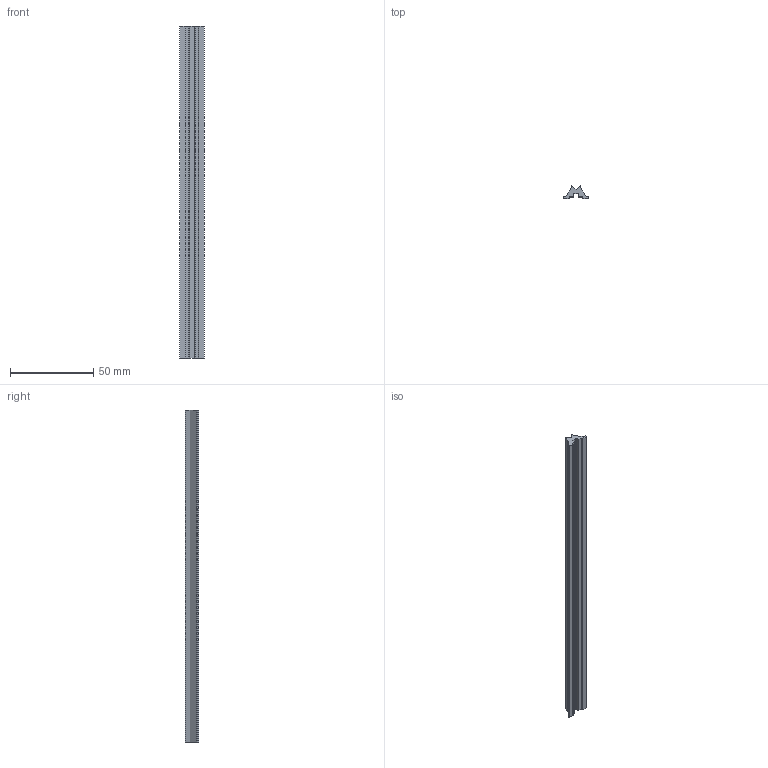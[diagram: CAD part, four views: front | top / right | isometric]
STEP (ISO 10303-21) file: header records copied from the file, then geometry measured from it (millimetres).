
FILE_DESCRIPTION((''),'2;1');
FILE_NAME('12752-70239-SIDEEMITTER-REV1','2014-05-13T',('casea'),('Pet Mate Ltd'),'PRO/ENGINEER BY PARAMETRIC TECHNOLOGY CORPORATION, 2012130','PRO/ENGINEER BY PARAMETRIC TECHNOLOGY CORPORATION, 2012130','');
FILE_SCHEMA(('CONFIG_CONTROL_DESIGN'));
Length unit declared in the file: millimetre
Products named in the file (1): 12752-70239-SIDEEMITTER-REV1
Bounding box: 14.99 x 8 x 200 mm (x, y, z)
Volume: 9826.5 mm3; surface area: 9614.6 mm2
Topology: 1 solids, 1 shells, 35 faces, 99 edges, 66 vertices
Faces by surface type: plane 21, cylinder 14
Entity records: 1179 total; most frequent: CARTESIAN_POINT 200, ORIENTED_EDGE 198, DIRECTION 197, EDGE_CURVE 99, VECTOR 71, LINE 71, VERTEX_POINT 66, AXIS2_PLACEMENT_3D 63
